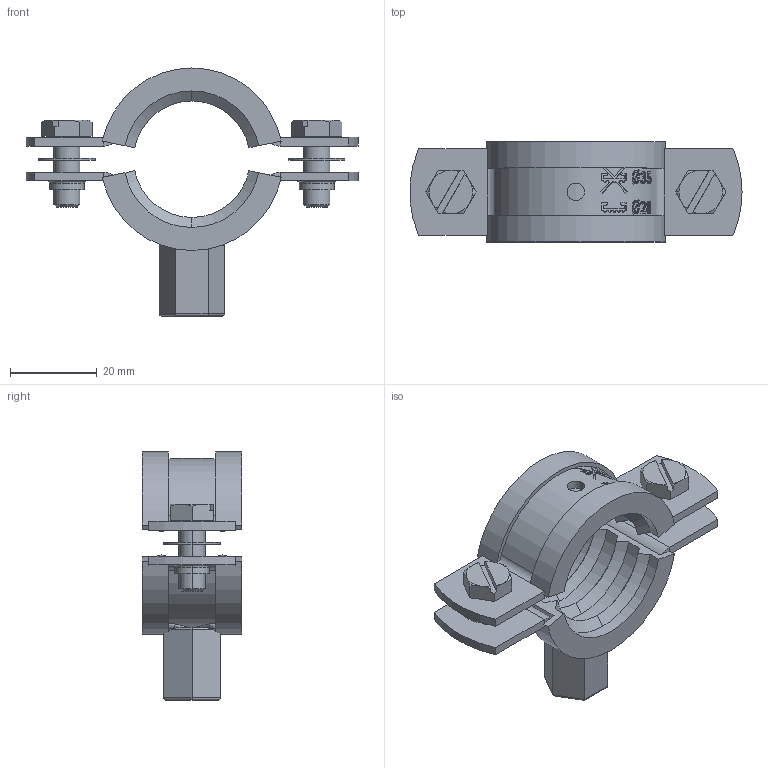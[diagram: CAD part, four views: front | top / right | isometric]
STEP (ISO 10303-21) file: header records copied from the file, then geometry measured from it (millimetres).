
FILE_DESCRIPTION (( 'STEP AP214' ), '1' );
FILE_NAME ('31179028.STEP', '2022-10-27T06:31:23', ( '' ), ( '' ), 'SwSTEP 2.0', 'SolidWorks 2021', '' );
FILE_SCHEMA (( 'AUTOMOTIVE_DESIGN' ));
Length unit declared in the file: millimetre
Products named in the file (8): 9541506016; Clamp^8110130035; 9519002599; 8020130035; 8110130035; 9442201841^31179028; 31179028; 9735013060
Assembly tree (10 placements, depth 3):
  31179028
    8110130035
      Clamp^8110130035
      9519002599
    8020130035
    9541506016  x2
    9735013060  x2
    9442201841^31179028  x2
Bounding box: 76.4 x 23 x 57.09 mm (x, y, z)
Volume: 16908.3 mm3; surface area: 19830.6 mm2
Topology: 9 solids, 9 shells, 537 faces, 1402 edges, 900 vertices
Faces by surface type: bspline 193, plane 158, cylinder 126, cone 48, torus 12
Entity records: 29216 total; most frequent: CARTESIAN_POINT 19209, ORIENTED_EDGE 2406, DIRECTION 1347, EDGE_CURVE 1203, VERTEX_POINT 771, B_SPLINE_CURVE_WITH_KNOTS 640, AXIS2_PLACEMENT_3D 516, EDGE_LOOP 490
